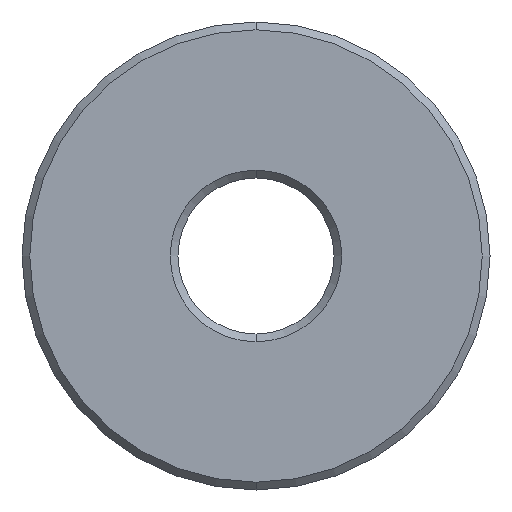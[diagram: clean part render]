
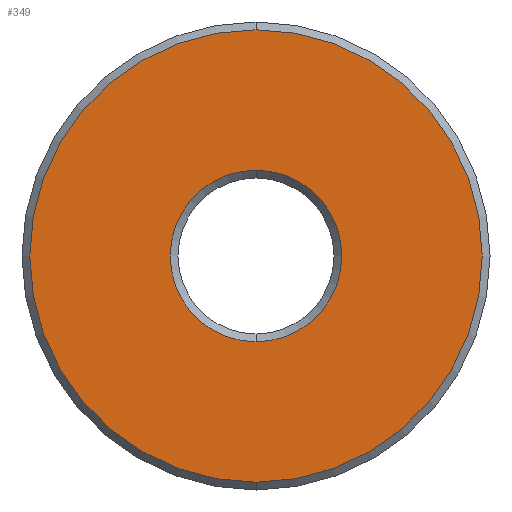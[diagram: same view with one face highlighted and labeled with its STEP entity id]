
A CAD part, front view. The second image highlights one B-rep face of the part: STEP entity #349.
In plain terms, the highlighted planar face has unit normal (0, -1, 0).
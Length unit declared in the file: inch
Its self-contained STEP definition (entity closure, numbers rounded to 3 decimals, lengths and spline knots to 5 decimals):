
#9 = CARTESIAN_POINT ( 'NONE',  ( -0.6, 0., 0. ) ) ;
#38 = CARTESIAN_POINT ( 'NONE',  ( 0., 0., -0.58 ) ) ;
#43 = VERTEX_POINT ( 'NONE', #552 ) ;
#49 = AXIS2_PLACEMENT_3D ( 'NONE', #9, #341, #480 ) ;
#92 = AXIS2_PLACEMENT_3D ( 'NONE', #204, #418, #337 ) ;
#96 = CIRCLE ( 'NONE', #92, 0.58 ) ;
#129 = CARTESIAN_POINT ( 'NONE',  ( 0., 0., 0. ) ) ;
#132 = DIRECTION ( 'NONE',  ( 0., 1., 0. ) ) ;
#181 = EDGE_LOOP ( 'NONE', ( #557, #365 ) ) ;
#204 = CARTESIAN_POINT ( 'NONE',  ( 0., 0., 0. ) ) ;
#230 = VERTEX_POINT ( 'NONE', #679 ) ;
#242 = DIRECTION ( 'NONE',  ( 0., 1., 0. ) ) ;
#245 = CIRCLE ( 'NONE', #749, 0.22 ) ;
#289 = EDGE_CURVE ( 'NONE', #230, #836, #846, .T. ) ;
#300 = ORIENTED_EDGE ( 'NONE', *, *, #381, .T. ) ;
#307 = DIRECTION ( 'NONE',  ( 0., 0., 1. ) ) ;
#309 = FACE_BOUND ( 'NONE', #181, .T. ) ;
#337 = DIRECTION ( 'NONE',  ( 0., 0., 1. ) ) ;
#341 = DIRECTION ( 'NONE',  ( 0., 1., 0. ) ) ;
#349 = ADVANCED_FACE ( 'NONE', ( #309, #610 ), #414, .F. ) ;
#354 = AXIS2_PLACEMENT_3D ( 'NONE', #482, #698, #624 ) ;
#365 = ORIENTED_EDGE ( 'NONE', *, *, #289, .T. ) ;
#376 = EDGE_CURVE ( 'NONE', #560, #43, #96, .T. ) ;
#381 = EDGE_CURVE ( 'NONE', #43, #560, #660, .T. ) ;
#414 = PLANE ( 'NONE',  #49 ) ;
#418 = DIRECTION ( 'NONE',  ( 0., -1., 0. ) ) ;
#480 = DIRECTION ( 'NONE',  ( 0., 0., 1. ) ) ;
#482 = CARTESIAN_POINT ( 'NONE',  ( 0., 0., 0. ) ) ;
#552 = CARTESIAN_POINT ( 'NONE',  ( 0., 0., 0.58 ) ) ;
#557 = ORIENTED_EDGE ( 'NONE', *, *, #791, .T. ) ;
#560 = VERTEX_POINT ( 'NONE', #38 ) ;
#610 = FACE_OUTER_BOUND ( 'NONE', #633, .T. ) ;
#618 = CARTESIAN_POINT ( 'NONE',  ( 0., 0., -0.22 ) ) ;
#624 = DIRECTION ( 'NONE',  ( 0., 0., 1. ) ) ;
#633 = EDGE_LOOP ( 'NONE', ( #300, #777 ) ) ;
#658 = CARTESIAN_POINT ( 'NONE',  ( 0., 0., 0. ) ) ;
#660 = CIRCLE ( 'NONE', #354, 0.58 ) ;
#679 = CARTESIAN_POINT ( 'NONE',  ( 0., 0., 0.22 ) ) ;
#698 = DIRECTION ( 'NONE',  ( 0., -1., 0. ) ) ;
#745 = DIRECTION ( 'NONE',  ( 0., 0., 1. ) ) ;
#749 = AXIS2_PLACEMENT_3D ( 'NONE', #658, #242, #307 ) ;
#777 = ORIENTED_EDGE ( 'NONE', *, *, #376, .T. ) ;
#791 = EDGE_CURVE ( 'NONE', #836, #230, #245, .T. ) ;
#836 = VERTEX_POINT ( 'NONE', #618 ) ;
#846 = CIRCLE ( 'NONE', #850, 0.22 ) ;
#850 = AXIS2_PLACEMENT_3D ( 'NONE', #129, #132, #745 ) ;
